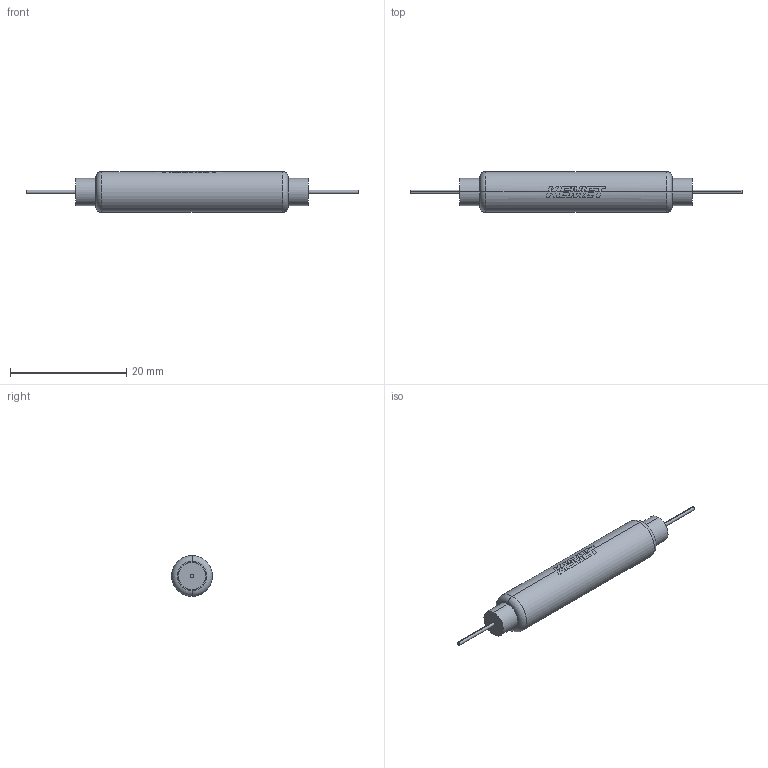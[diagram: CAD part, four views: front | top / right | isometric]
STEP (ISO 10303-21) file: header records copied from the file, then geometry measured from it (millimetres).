
FILE_DESCRIPTION (( 'STEP AP214' ), '1' );
FILE_NAME ('Default.STEP', '2018-06-05T20:46:13', ( '' ), ( '' ), 'SwSTEP 2.0', 'SolidWorks 2014', '' );
FILE_SCHEMA (( 'AUTOMOTIVE_DESIGN' ));
Length unit declared in the file: millimetre
Products named in the file (1): Default
Bounding box: 57 x 7 x 7 mm (x, y, z)
Volume: 1387.3 mm3; surface area: 918.9 mm2
Topology: 1 solids, 1 shells, 91 faces, 251 edges, 166 vertices
Faces by surface type: bspline 31, cylinder 28, plane 28, torus 4
Entity records: 3416 total; most frequent: CARTESIAN_POINT 1135, ORIENTED_EDGE 502, DIRECTION 252, EDGE_CURVE 251, VERTEX_POINT 166, B_SPLINE_CURVE_WITH_KNOTS 149, EDGE_LOOP 95, ADVANCED_FACE 91
